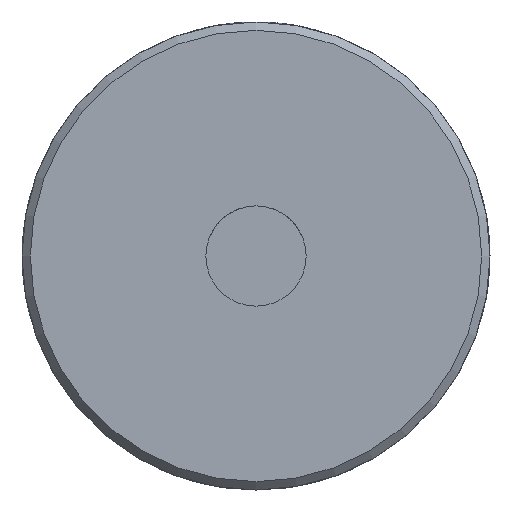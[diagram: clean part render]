
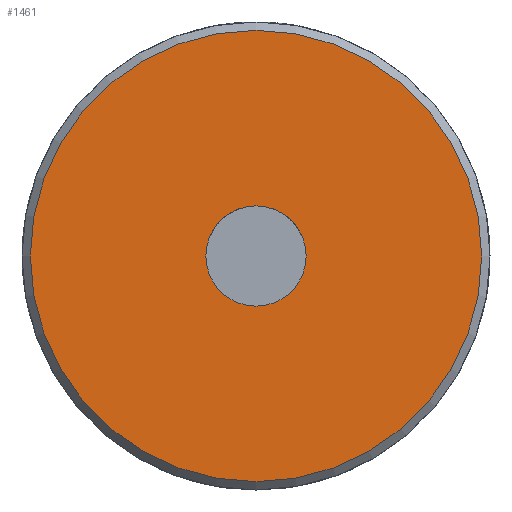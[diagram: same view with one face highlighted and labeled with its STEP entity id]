
A CAD part, left-side view. The second image highlights one B-rep face of the part: STEP entity #1461.
In plain terms, the highlighted planar face has unit normal (-1, 0, 0).
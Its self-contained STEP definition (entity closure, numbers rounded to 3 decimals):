
#104=PLANE('',#1683);
#575=ORIENTED_EDGE('',*,*,#819,.T.);
#576=ORIENTED_EDGE('',*,*,#847,.F.);
#819=EDGE_CURVE('',#980,#980,#1101,.T.);
#847=EDGE_CURVE('',#1004,#1004,#1115,.T.);
#980=VERTEX_POINT('',#2575);
#1004=VERTEX_POINT('',#2673);
#1101=CIRCLE('',#1664,1.5);
#1115=CIRCLE('',#1684,6.75);
#1211=EDGE_LOOP('',(#575));
#1212=EDGE_LOOP('',(#576));
#1323=FACE_BOUND('',#1211,.T.);
#1324=FACE_BOUND('',#1212,.T.);
#1461=ADVANCED_FACE('',(#1323,#1324),#104,.T.);
#1664=AXIS2_PLACEMENT_3D('',#2574,#2055,#2056);
#1683=AXIS2_PLACEMENT_3D('',#2671,#2101,#2102);
#1684=AXIS2_PLACEMENT_3D('',#2672,#2103,#2104);
#2055=DIRECTION('',(1.,0.,0.));
#2056=DIRECTION('',(0.,0.,-1.));
#2101=DIRECTION('',(-1.,0.,0.));
#2102=DIRECTION('',(0.,0.,1.));
#2103=DIRECTION('',(1.,0.,0.));
#2104=DIRECTION('',(0.,0.,-1.));
#2574=CARTESIAN_POINT('',(0.,0.,0.));
#2575=CARTESIAN_POINT('',(0.,0.,-1.5));
#2671=CARTESIAN_POINT('',(0.,6.75,0.));
#2672=CARTESIAN_POINT('',(0.,0.,0.));
#2673=CARTESIAN_POINT('',(0.,0.,-6.75));
